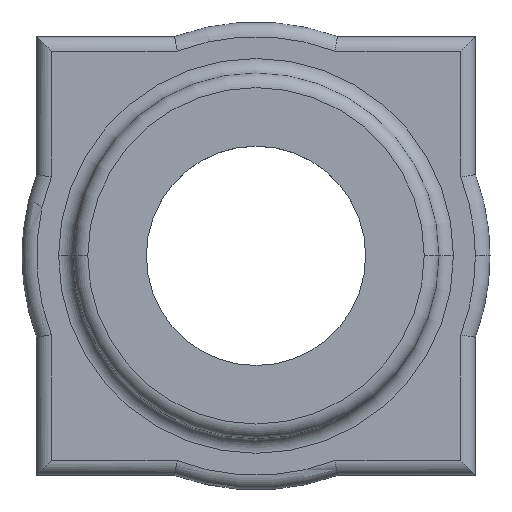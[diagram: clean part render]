
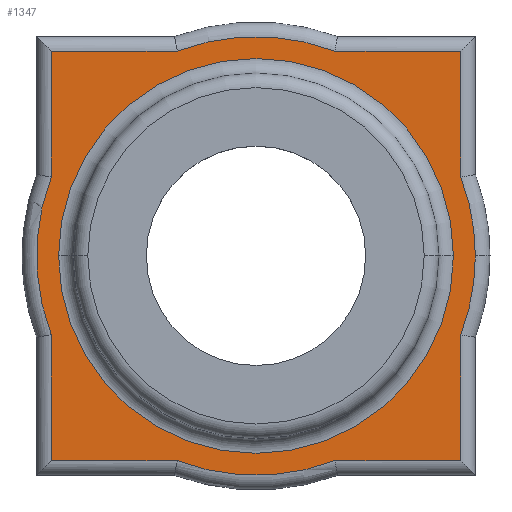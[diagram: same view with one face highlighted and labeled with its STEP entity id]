
A CAD part, top view. The second image highlights one B-rep face of the part: STEP entity #1347.
In plain terms, the highlighted planar face has unit normal (0, 0, 1).
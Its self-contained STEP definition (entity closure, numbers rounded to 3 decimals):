
#4 = CARTESIAN_POINT ( 'NONE',  ( -1.114, -2.8, 1.2 ) ) ;
#6 = VERTEX_POINT ( 'NONE', #1672 ) ;
#16 = VECTOR ( 'NONE', #1459, 1000. ) ;
#25 = AXIS2_PLACEMENT_3D ( 'NONE', #805, #932, #265 ) ;
#27 = DIRECTION ( 'NONE',  ( 1., 0., 0. ) ) ;
#44 = CARTESIAN_POINT ( 'NONE',  ( 2.8, 1.077, 1.2 ) ) ;
#64 = VERTEX_POINT ( 'NONE', #1276 ) ;
#92 = LINE ( 'NONE', #1669, #755 ) ;
#126 = CARTESIAN_POINT ( 'NONE',  ( 0., 0., 1.2 ) ) ;
#132 = AXIS2_PLACEMENT_3D ( 'NONE', #952, #959, #1227 ) ;
#137 = CARTESIAN_POINT ( 'NONE',  ( 0., 0., 1.2 ) ) ;
#139 = CARTESIAN_POINT ( 'NONE',  ( -2.8, -2.8, 1.2 ) ) ;
#183 = EDGE_CURVE ( 'NONE', #64, #486, #1350, .T. ) ;
#206 = ORIENTED_EDGE ( 'NONE', *, *, #593, .T. ) ;
#213 = ORIENTED_EDGE ( 'NONE', *, *, #814, .T. ) ;
#221 = CIRCLE ( 'NONE', #243, 3. ) ;
#236 = EDGE_CURVE ( 'NONE', #1104, #819, #1372, .T. ) ;
#238 = DIRECTION ( 'NONE',  ( 0., 1., 0. ) ) ;
#243 = AXIS2_PLACEMENT_3D ( 'NONE', #782, #514, #1585 ) ;
#244 = VECTOR ( 'NONE', #27, 1000. ) ;
#263 = DIRECTION ( 'NONE',  ( 0., 0., 1. ) ) ;
#265 = DIRECTION ( 'NONE',  ( 1., 0., 0. ) ) ;
#309 = CARTESIAN_POINT ( 'NONE',  ( -2.8, -3., 1.2 ) ) ;
#342 = EDGE_CURVE ( 'NONE', #1313, #1582, #774, .T. ) ;
#363 = CIRCLE ( 'NONE', #402, 3. ) ;
#368 = DIRECTION ( 'NONE',  ( 0., 0., 1. ) ) ;
#374 = DIRECTION ( 'NONE',  ( -1., 0., 0. ) ) ;
#383 = DIRECTION ( 'NONE',  ( 1., 0., 0. ) ) ;
#388 = CARTESIAN_POINT ( 'NONE',  ( -1.077, 2.8, 1.2 ) ) ;
#391 = CARTESIAN_POINT ( 'NONE',  ( 3., 0., 1.2 ) ) ;
#392 = VECTOR ( 'NONE', #1705, 1000. ) ;
#398 = CARTESIAN_POINT ( 'NONE',  ( 1.114, 2.8, 1.2 ) ) ;
#402 = AXIS2_PLACEMENT_3D ( 'NONE', #137, #263, #930 ) ;
#414 = VECTOR ( 'NONE', #1547, 1000. ) ;
#416 = EDGE_CURVE ( 'NONE', #1257, #6, #1281, .T. ) ;
#423 = DIRECTION ( 'NONE',  ( 1., 0., 0. ) ) ;
#459 = CARTESIAN_POINT ( 'NONE',  ( 2.7, 0., 1.2 ) ) ;
#474 = VERTEX_POINT ( 'NONE', #1389 ) ;
#476 = CIRCLE ( 'NONE', #25, 2.7 ) ;
#486 = VERTEX_POINT ( 'NONE', #869 ) ;
#503 = VECTOR ( 'NONE', #1371, 1000. ) ;
#506 = DIRECTION ( 'NONE',  ( 0., 1., 0. ) ) ;
#514 = DIRECTION ( 'NONE',  ( 0., 0., 1. ) ) ;
#539 = ORIENTED_EDGE ( 'NONE', *, *, #626, .T. ) ;
#564 = CARTESIAN_POINT ( 'NONE',  ( 3., -2.8, 1.2 ) ) ;
#570 = CARTESIAN_POINT ( 'NONE',  ( -2.8, -1.077, 1.2 ) ) ;
#571 = FACE_BOUND ( 'NONE', #1534, .T. ) ;
#576 = DIRECTION ( 'NONE',  ( 1., 0., 0. ) ) ;
#593 = EDGE_CURVE ( 'NONE', #486, #1104, #1247, .T. ) ;
#622 = CARTESIAN_POINT ( 'NONE',  ( -2.8, 1.114, 1.2 ) ) ;
#626 = EDGE_CURVE ( 'NONE', #1582, #474, #1586, .T. ) ;
#627 = CARTESIAN_POINT ( 'NONE',  ( -2.7, 0., 1.2 ) ) ;
#715 = VERTEX_POINT ( 'NONE', #459 ) ;
#734 = EDGE_CURVE ( 'NONE', #6, #1313, #221, .T. ) ;
#755 = VECTOR ( 'NONE', #238, 1000. ) ;
#763 = EDGE_CURVE ( 'NONE', #1636, #1122, #772, .T. ) ;
#772 = LINE ( 'NONE', #398, #849 ) ;
#774 = LINE ( 'NONE', #309, #503 ) ;
#782 = CARTESIAN_POINT ( 'NONE',  ( 0., 0., 1.2 ) ) ;
#793 = DIRECTION ( 'NONE',  ( 0., 0., -1. ) ) ;
#797 = ORIENTED_EDGE ( 'NONE', *, *, #1173, .T. ) ;
#804 = EDGE_CURVE ( 'NONE', #1122, #1513, #363, .T. ) ;
#805 = CARTESIAN_POINT ( 'NONE',  ( 0., 0., 1.2 ) ) ;
#814 = EDGE_CURVE ( 'NONE', #474, #64, #865, .T. ) ;
#819 = VERTEX_POINT ( 'NONE', #391 ) ;
#838 = CARTESIAN_POINT ( 'NONE',  ( 0., 0., 1.2 ) ) ;
#849 = VECTOR ( 'NONE', #374, 1000. ) ;
#865 = CIRCLE ( 'NONE', #963, 3. ) ;
#869 = CARTESIAN_POINT ( 'NONE',  ( 2.8, -2.8, 1.2 ) ) ;
#885 = EDGE_LOOP ( 'NONE', ( #539, #213, #1533, #206, #1432, #1199, #1259, #1143, #1293, #797, #1693, #1219, #1236 ) ) ;
#898 = ORIENTED_EDGE ( 'NONE', *, *, #1125, .T. ) ;
#899 = VERTEX_POINT ( 'NONE', #44 ) ;
#930 = DIRECTION ( 'NONE',  ( 1., 0., 0. ) ) ;
#932 = DIRECTION ( 'NONE',  ( 0., 0., -1. ) ) ;
#949 = FACE_OUTER_BOUND ( 'NONE', #885, .T. ) ;
#952 = CARTESIAN_POINT ( 'NONE',  ( 0., 0., 1.2 ) ) ;
#959 = DIRECTION ( 'NONE',  ( 0., 0., 1. ) ) ;
#963 = AXIS2_PLACEMENT_3D ( 'NONE', #1200, #368, #383 ) ;
#1000 = VERTEX_POINT ( 'NONE', #627 ) ;
#1004 = CIRCLE ( 'NONE', #1319, 2.7 ) ;
#1066 = CIRCLE ( 'NONE', #1583, 3. ) ;
#1104 = VERTEX_POINT ( 'NONE', #1557 ) ;
#1122 = VERTEX_POINT ( 'NONE', #1321 ) ;
#1125 = EDGE_CURVE ( 'NONE', #1000, #715, #1004, .T. ) ;
#1143 = ORIENTED_EDGE ( 'NONE', *, *, #763, .T. ) ;
#1173 = EDGE_CURVE ( 'NONE', #1513, #1257, #1221, .T. ) ;
#1186 = DIRECTION ( 'NONE',  ( 1., 0., 0. ) ) ;
#1199 = ORIENTED_EDGE ( 'NONE', *, *, #1322, .T. ) ;
#1200 = CARTESIAN_POINT ( 'NONE',  ( 0., 0., 1.2 ) ) ;
#1202 = CARTESIAN_POINT ( 'NONE',  ( -3., 2.8, 1.2 ) ) ;
#1219 = ORIENTED_EDGE ( 'NONE', *, *, #734, .T. ) ;
#1221 = LINE ( 'NONE', #1202, #16 ) ;
#1227 = DIRECTION ( 'NONE',  ( 1., 0., 0. ) ) ;
#1236 = ORIENTED_EDGE ( 'NONE', *, *, #342, .T. ) ;
#1246 = PLANE ( 'NONE',  #1648 ) ;
#1247 = LINE ( 'NONE', #1435, #1544 ) ;
#1257 = VERTEX_POINT ( 'NONE', #1478 ) ;
#1259 = ORIENTED_EDGE ( 'NONE', *, *, #1591, .T. ) ;
#1276 = CARTESIAN_POINT ( 'NONE',  ( 1.077, -2.8, 1.2 ) ) ;
#1281 = LINE ( 'NONE', #622, #414 ) ;
#1293 = ORIENTED_EDGE ( 'NONE', *, *, #804, .T. ) ;
#1313 = VERTEX_POINT ( 'NONE', #570 ) ;
#1319 = AXIS2_PLACEMENT_3D ( 'NONE', #126, #793, #1186 ) ;
#1321 = CARTESIAN_POINT ( 'NONE',  ( 1.077, 2.8, 1.2 ) ) ;
#1322 = EDGE_CURVE ( 'NONE', #819, #899, #1066, .T. ) ;
#1347 = ADVANCED_FACE ( 'NONE', ( #949, #571 ), #1246, .T. ) ;
#1350 = LINE ( 'NONE', #564, #244 ) ;
#1371 = DIRECTION ( 'NONE',  ( 0., -1., 0. ) ) ;
#1372 = CIRCLE ( 'NONE', #132, 3. ) ;
#1389 = CARTESIAN_POINT ( 'NONE',  ( -1.077, -2.8, 1.2 ) ) ;
#1432 = ORIENTED_EDGE ( 'NONE', *, *, #236, .T. ) ;
#1435 = CARTESIAN_POINT ( 'NONE',  ( 2.8, -1.114, 1.2 ) ) ;
#1442 = EDGE_CURVE ( 'NONE', #715, #1000, #476, .T. ) ;
#1459 = DIRECTION ( 'NONE',  ( -1., 0., 0. ) ) ;
#1478 = CARTESIAN_POINT ( 'NONE',  ( -2.8, 2.8, 1.2 ) ) ;
#1492 = CARTESIAN_POINT ( 'NONE',  ( 0., 0., 1.2 ) ) ;
#1501 = DIRECTION ( 'NONE',  ( 0., 0., 1. ) ) ;
#1513 = VERTEX_POINT ( 'NONE', #388 ) ;
#1533 = ORIENTED_EDGE ( 'NONE', *, *, #183, .T. ) ;
#1534 = EDGE_LOOP ( 'NONE', ( #1663, #898 ) ) ;
#1544 = VECTOR ( 'NONE', #506, 1000. ) ;
#1547 = DIRECTION ( 'NONE',  ( 0., -1., 0. ) ) ;
#1557 = CARTESIAN_POINT ( 'NONE',  ( 2.8, -1.077, 1.2 ) ) ;
#1582 = VERTEX_POINT ( 'NONE', #139 ) ;
#1583 = AXIS2_PLACEMENT_3D ( 'NONE', #1492, #1632, #423 ) ;
#1585 = DIRECTION ( 'NONE',  ( 1., 0., 0. ) ) ;
#1586 = LINE ( 'NONE', #4, #392 ) ;
#1591 = EDGE_CURVE ( 'NONE', #899, #1636, #92, .T. ) ;
#1632 = DIRECTION ( 'NONE',  ( 0., 0., 1. ) ) ;
#1636 = VERTEX_POINT ( 'NONE', #1679 ) ;
#1648 = AXIS2_PLACEMENT_3D ( 'NONE', #838, #1501, #576 ) ;
#1663 = ORIENTED_EDGE ( 'NONE', *, *, #1442, .T. ) ;
#1669 = CARTESIAN_POINT ( 'NONE',  ( 2.8, 3., 1.2 ) ) ;
#1672 = CARTESIAN_POINT ( 'NONE',  ( -2.8, 1.077, 1.2 ) ) ;
#1679 = CARTESIAN_POINT ( 'NONE',  ( 2.8, 2.8, 1.2 ) ) ;
#1693 = ORIENTED_EDGE ( 'NONE', *, *, #416, .T. ) ;
#1705 = DIRECTION ( 'NONE',  ( 1., 0., 0. ) ) ;
